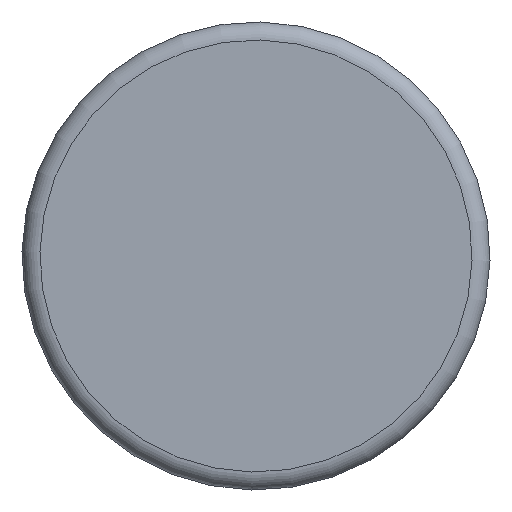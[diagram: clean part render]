
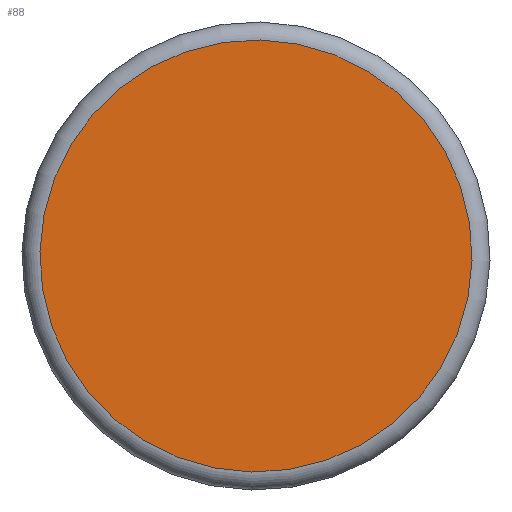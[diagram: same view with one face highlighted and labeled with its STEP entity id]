
A CAD part, left-side view. The second image highlights one B-rep face of the part: STEP entity #88.
In plain terms, the highlighted planar face has unit normal (-1, 0, 0).
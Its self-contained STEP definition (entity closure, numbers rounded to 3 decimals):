
#25=FACE_OUTER_BOUND('',#32,.T.);
#32=EDGE_LOOP('',(#69));
#39=CIRCLE('',#121,3.);
#46=VERTEX_POINT('',#170);
#53=EDGE_CURVE('',#46,#46,#39,.T.);
#69=ORIENTED_EDGE('',*,*,#53,.T.);
#76=PLANE('',#123);
#88=ADVANCED_FACE('',(#25),#76,.T.);
#121=AXIS2_PLACEMENT_3D('',#171,#144,#145);
#123=AXIS2_PLACEMENT_3D('',#173,#148,#149);
#144=DIRECTION('center_axis',(-1.,0.,0.));
#145=DIRECTION('ref_axis',(0.,-0.517,0.856));
#148=DIRECTION('center_axis',(-1.,0.,0.));
#149=DIRECTION('ref_axis',(0.,-0.856,-0.517));
#170=CARTESIAN_POINT('',(-0.3,2.568,1.551));
#171=CARTESIAN_POINT('Origin',(-0.3,0.,
0.));
#173=CARTESIAN_POINT('Origin',(-0.3,-0.776,1.284));
